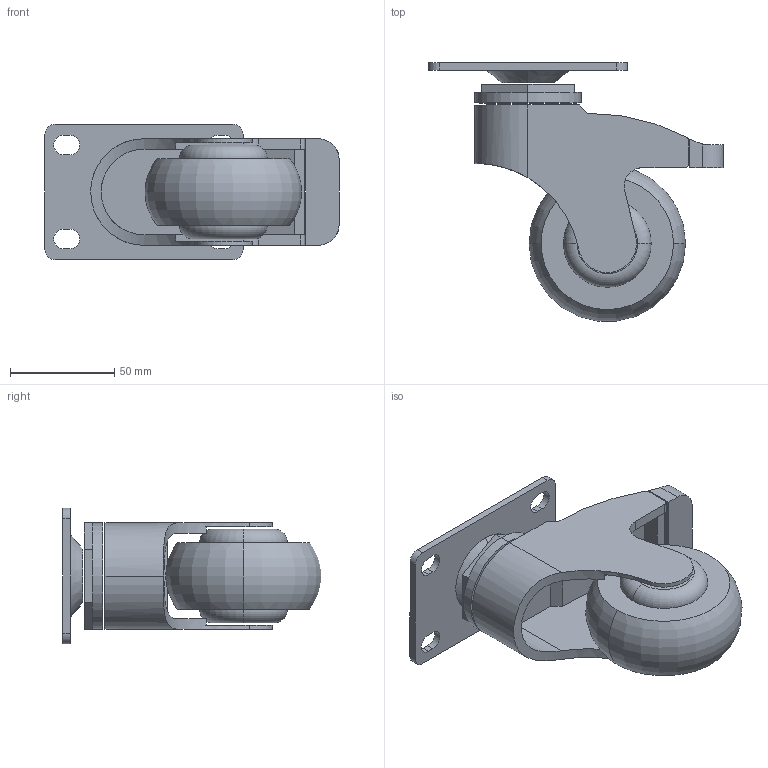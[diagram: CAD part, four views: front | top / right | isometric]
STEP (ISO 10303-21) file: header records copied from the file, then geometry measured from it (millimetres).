
FILE_DESCRIPTION (( 'STEP AP214' ), '1' );
FILE_NAME ('F001693_3D.step', '2022-11-21T18:08:02', ( '' ), ( '' ), 'SwSTEP 2.0', 'SolidWorks 2020', '' );
FILE_SCHEMA (( 'AUTOMOTIVE_DESIGN' ));
Length unit declared in the file: millimetre
Products named in the file (1): F001693_3D
Bounding box: 141 x 123.73 x 65 mm (x, y, z)
Volume: 257229.7 mm3; surface area: 65769 mm2
Topology: 5 solids, 5 shells, 101 faces, 248 edges, 160 vertices
Faces by surface type: plane 60, cylinder 33, torus 6, cone 2
Entity records: 4293 total; most frequent: CARTESIAN_POINT 632, DIRECTION 538, ORIENTED_EDGE 496, EDGE_CURVE 248, AXIS2_PLACEMENT_3D 194, VERTEX_POINT 160, LINE 150, VECTOR 150
